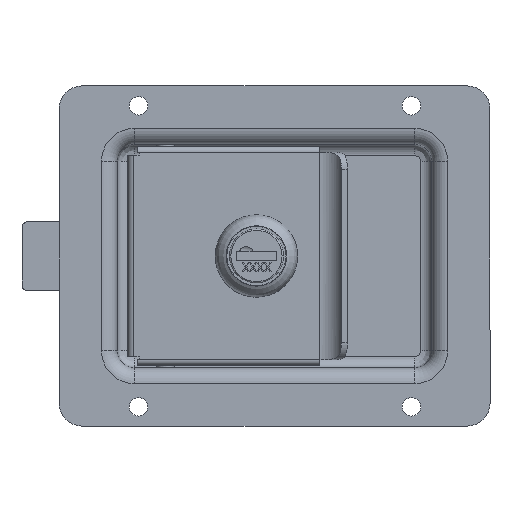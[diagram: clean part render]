
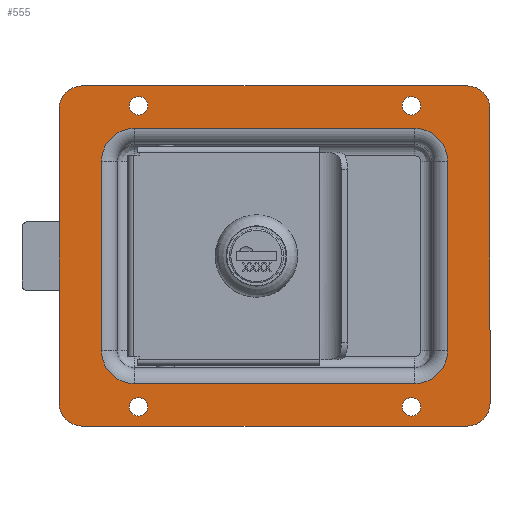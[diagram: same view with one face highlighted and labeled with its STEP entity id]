
A CAD part, top view. The second image highlights one B-rep face of the part: STEP entity #555.
In plain terms, the highlighted planar face has unit normal (0, 0, 1).
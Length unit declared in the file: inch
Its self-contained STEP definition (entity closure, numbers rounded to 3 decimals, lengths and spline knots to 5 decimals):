
#90=CARTESIAN_POINT('',(3.9765,3.522,0.0478));
#91=VERTEX_POINT('',#90);
#92=CARTESIAN_POINT('',(3.875,3.522,0.0478));
#93=DIRECTION('',(0.0,0.0,-1.0));
#94=DIRECTION('',(-1.0,0.0,0.0));
#95=AXIS2_PLACEMENT_3D('',#92,#93,#94);
#96=CIRCLE('',#95,0.1015);
#97=EDGE_CURVE('',#91,#91,#96,.T.);
#118=CARTESIAN_POINT('',(0.9765,3.522,0.0478));
#119=VERTEX_POINT('',#118);
#120=CARTESIAN_POINT('',(0.875,3.522,0.0478));
#121=DIRECTION('',(0.0,0.0,-1.0));
#122=DIRECTION('',(-1.0,0.0,0.0));
#123=AXIS2_PLACEMENT_3D('',#120,#121,#122);
#124=CIRCLE('',#123,0.1015);
#125=EDGE_CURVE('',#119,#119,#124,.T.);
#146=CARTESIAN_POINT('',(3.9765,0.21,0.0478));
#147=VERTEX_POINT('',#146);
#148=CARTESIAN_POINT('',(3.875,0.21,0.0478));
#149=DIRECTION('',(0.0,0.0,-1.0));
#150=DIRECTION('',(-1.0,0.0,0.0));
#151=AXIS2_PLACEMENT_3D('',#148,#149,#150);
#152=CIRCLE('',#151,0.1015);
#153=EDGE_CURVE('',#147,#147,#152,.T.);
#174=CARTESIAN_POINT('',(0.9765,0.21,0.0478));
#175=VERTEX_POINT('',#174);
#176=CARTESIAN_POINT('',(0.875,0.21,0.0478));
#177=DIRECTION('',(0.0,0.0,-1.0));
#178=DIRECTION('',(-1.0,0.0,0.0));
#179=AXIS2_PLACEMENT_3D('',#176,#177,#178);
#180=CIRCLE('',#179,0.1015);
#181=EDGE_CURVE('',#175,#175,#180,.T.);
#371=CARTESIAN_POINT('',(0.,3.49,0.0478));
#372=VERTEX_POINT('',#371);
#373=CARTESIAN_POINT('',(0.25,3.74,0.0478));
#374=VERTEX_POINT('',#373);
#375=CARTESIAN_POINT('',(0.25,3.49,0.0478));
#376=DIRECTION('',(0.0,0.0,-1.0));
#377=DIRECTION('',(-0.707,0.707,0.0));
#378=AXIS2_PLACEMENT_3D('',#375,#376,#377);
#379=CIRCLE('',#378,0.25);
#380=EDGE_CURVE('',#372,#374,#379,.T.);
#408=CARTESIAN_POINT('',(2.37,1.87,0.0478));
#409=DIRECTION('',(0.0,0.0,1.0));
#410=DIRECTION('',(1.0,0.0,0.0));
#411=AXIS2_PLACEMENT_3D('',#408,#409,#410);
#412=PLANE('',#411);
#413=ORIENTED_EDGE('',*,*,#380,.F.);
#414=CARTESIAN_POINT('',(0.,0.25,0.0478));
#415=VERTEX_POINT('',#414);
#416=CARTESIAN_POINT('',(0.,0.25,0.0478));
#417=DIRECTION('',(0.0,1.0,0.0));
#418=VECTOR('',#417,3.24);
#419=LINE('',#416,#418);
#420=EDGE_CURVE('',#415,#372,#419,.T.);
#421=ORIENTED_EDGE('',*,*,#420,.F.);
#422=CARTESIAN_POINT('',(0.25,0.,0.0478));
#423=VERTEX_POINT('',#422);
#424=CARTESIAN_POINT('',(0.25,0.25,0.0478));
#425=DIRECTION('',(0.0,0.0,-1.0));
#426=DIRECTION('',(-0.707,-0.707,0.0));
#427=AXIS2_PLACEMENT_3D('',#424,#425,#426);
#428=CIRCLE('',#427,0.25);
#429=EDGE_CURVE('',#423,#415,#428,.T.);
#430=ORIENTED_EDGE('',*,*,#429,.F.);
#431=CARTESIAN_POINT('',(4.49,0.,0.0478));
#432=VERTEX_POINT('',#431);
#433=CARTESIAN_POINT('',(4.49,0.,0.0478));
#434=DIRECTION('',(-1.0,0.0,0.0));
#435=VECTOR('',#434,4.24);
#436=LINE('',#433,#435);
#437=EDGE_CURVE('',#432,#423,#436,.T.);
#438=ORIENTED_EDGE('',*,*,#437,.F.);
#439=CARTESIAN_POINT('',(4.74,0.25,0.0478));
#440=VERTEX_POINT('',#439);
#441=CARTESIAN_POINT('',(4.49,0.25,0.0478));
#442=DIRECTION('',(0.0,0.0,-1.0));
#443=DIRECTION('',(0.707,-0.707,0.0));
#444=AXIS2_PLACEMENT_3D('',#441,#442,#443);
#445=CIRCLE('',#444,0.25);
#446=EDGE_CURVE('',#440,#432,#445,.T.);
#447=ORIENTED_EDGE('',*,*,#446,.F.);
#448=CARTESIAN_POINT('',(4.74,3.49,0.0478));
#449=VERTEX_POINT('',#448);
#450=CARTESIAN_POINT('',(4.74,3.49,0.0478));
#451=DIRECTION('',(0.0,-1.0,0.0));
#452=VECTOR('',#451,3.24);
#453=LINE('',#450,#452);
#454=EDGE_CURVE('',#449,#440,#453,.T.);
#455=ORIENTED_EDGE('',*,*,#454,.F.);
#456=CARTESIAN_POINT('',(4.49,3.74,0.0478));
#457=VERTEX_POINT('',#456);
#458=CARTESIAN_POINT('',(4.49,3.49,0.0478));
#459=DIRECTION('',(0.0,0.0,-1.0));
#460=DIRECTION('',(0.707,0.707,0.0));
#461=AXIS2_PLACEMENT_3D('',#458,#459,#460);
#462=CIRCLE('',#461,0.25);
#463=EDGE_CURVE('',#457,#449,#462,.T.);
#464=ORIENTED_EDGE('',*,*,#463,.F.);
#465=CARTESIAN_POINT('',(0.25,3.74,0.0478));
#466=DIRECTION('',(1.0,0.0,0.0));
#467=VECTOR('',#466,4.24);
#468=LINE('',#465,#467);
#469=EDGE_CURVE('',#374,#457,#468,.T.);
#470=ORIENTED_EDGE('',*,*,#469,.F.);
#471=EDGE_LOOP('',(#413,#421,#430,#438,#447,#455,#464,#470));
#472=FACE_OUTER_BOUND('',#471,.T.);
#473=ORIENTED_EDGE('',*,*,#97,.T.);
#474=EDGE_LOOP('',(#473));
#475=FACE_BOUND('',#474,.T.);
#476=ORIENTED_EDGE('',*,*,#125,.T.);
#477=EDGE_LOOP('',(#476));
#478=FACE_BOUND('',#477,.T.);
#479=ORIENTED_EDGE('',*,*,#153,.T.);
#480=EDGE_LOOP('',(#479));
#481=FACE_BOUND('',#480,.T.);
#482=ORIENTED_EDGE('',*,*,#181,.T.);
#483=EDGE_LOOP('',(#482));
#484=FACE_BOUND('',#483,.T.);
#485=CARTESIAN_POINT('',(0.4672,0.828,0.0478));
#486=VERTEX_POINT('',#485);
#487=CARTESIAN_POINT('',(0.828,0.4672,0.0478));
#488=VERTEX_POINT('',#487);
#489=CARTESIAN_POINT('',(0.828,0.828,0.0478));
#490=DIRECTION('',(0.0,0.0,1.0));
#491=DIRECTION('',(-0.707,-0.707,0.0));
#492=AXIS2_PLACEMENT_3D('',#489,#490,#491);
#493=CIRCLE('',#492,0.3608);
#494=EDGE_CURVE('',#486,#488,#493,.T.);
#495=ORIENTED_EDGE('',*,*,#494,.F.);
#496=CARTESIAN_POINT('',(0.4672,2.912,0.0478));
#497=VERTEX_POINT('',#496);
#498=CARTESIAN_POINT('',(0.4672,2.912,0.0478));
#499=DIRECTION('',(0.0,-1.0,0.0));
#500=VECTOR('',#499,2.084);
#501=LINE('',#498,#500);
#502=EDGE_CURVE('',#497,#486,#501,.T.);
#503=ORIENTED_EDGE('',*,*,#502,.F.);
#504=CARTESIAN_POINT('',(0.828,3.2728,0.0478));
#505=VERTEX_POINT('',#504);
#506=CARTESIAN_POINT('',(0.828,2.912,0.0478));
#507=DIRECTION('',(0.0,0.0,1.0));
#508=DIRECTION('',(-0.707,0.707,0.0));
#509=AXIS2_PLACEMENT_3D('',#506,#507,#508);
#510=CIRCLE('',#509,0.3608);
#511=EDGE_CURVE('',#505,#497,#510,.T.);
#512=ORIENTED_EDGE('',*,*,#511,.F.);
#513=CARTESIAN_POINT('',(3.912,3.2728,0.0478));
#514=VERTEX_POINT('',#513);
#515=CARTESIAN_POINT('',(3.912,3.2728,0.0478));
#516=DIRECTION('',(-1.0,0.0,0.0));
#517=VECTOR('',#516,3.084);
#518=LINE('',#515,#517);
#519=EDGE_CURVE('',#514,#505,#518,.T.);
#520=ORIENTED_EDGE('',*,*,#519,.F.);
#521=CARTESIAN_POINT('',(4.2728,2.912,0.0478));
#522=VERTEX_POINT('',#521);
#523=CARTESIAN_POINT('',(3.912,2.912,0.0478));
#524=DIRECTION('',(0.0,0.0,1.0));
#525=DIRECTION('',(0.707,0.707,0.0));
#526=AXIS2_PLACEMENT_3D('',#523,#524,#525);
#527=CIRCLE('',#526,0.3608);
#528=EDGE_CURVE('',#522,#514,#527,.T.);
#529=ORIENTED_EDGE('',*,*,#528,.F.);
#530=CARTESIAN_POINT('',(4.2728,0.828,0.0478));
#531=VERTEX_POINT('',#530);
#532=CARTESIAN_POINT('',(4.2728,0.828,0.0478));
#533=DIRECTION('',(0.0,1.0,0.0));
#534=VECTOR('',#533,2.084);
#535=LINE('',#532,#534);
#536=EDGE_CURVE('',#531,#522,#535,.T.);
#537=ORIENTED_EDGE('',*,*,#536,.F.);
#538=CARTESIAN_POINT('',(3.912,0.4672,0.0478));
#539=VERTEX_POINT('',#538);
#540=CARTESIAN_POINT('',(3.912,0.828,0.0478));
#541=DIRECTION('',(0.0,0.0,1.0));
#542=DIRECTION('',(0.707,-0.707,0.0));
#543=AXIS2_PLACEMENT_3D('',#540,#541,#542);
#544=CIRCLE('',#543,0.3608);
#545=EDGE_CURVE('',#539,#531,#544,.T.);
#546=ORIENTED_EDGE('',*,*,#545,.F.);
#547=CARTESIAN_POINT('',(0.828,0.4672,0.0478));
#548=DIRECTION('',(1.0,0.0,0.0));
#549=VECTOR('',#548,3.084);
#550=LINE('',#547,#549);
#551=EDGE_CURVE('',#488,#539,#550,.T.);
#552=ORIENTED_EDGE('',*,*,#551,.F.);
#553=EDGE_LOOP('',(#495,#503,#512,#520,#529,#537,#546,#552));
#554=FACE_BOUND('',#553,.T.);
#555=ADVANCED_FACE('',(#472,#475,#478,#481,#484,#554),#412,.T.);
